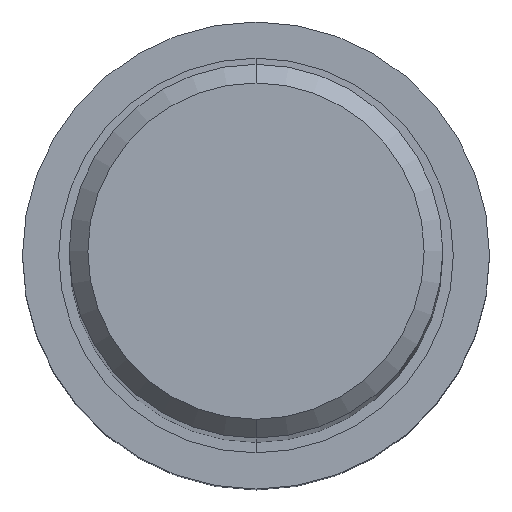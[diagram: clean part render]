
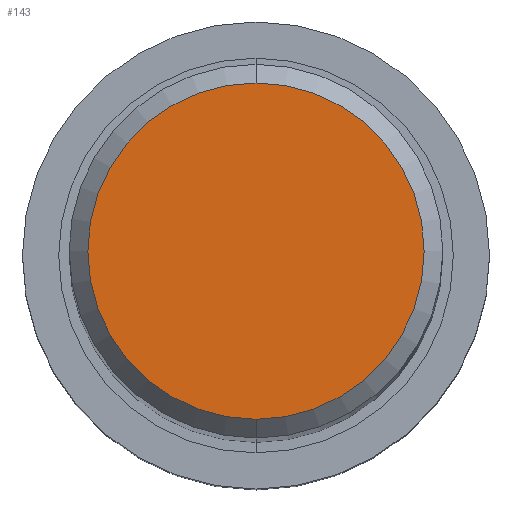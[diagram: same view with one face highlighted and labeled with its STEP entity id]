
A CAD part, top view. The second image highlights one B-rep face of the part: STEP entity #143.
In plain terms, the highlighted planar face has unit normal (0, 0, 1).
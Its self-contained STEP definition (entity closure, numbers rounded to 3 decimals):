
#143=ADVANCED_FACE('',(#344),#345,.T.);
#153=VERTEX_POINT('',#355);
#155=EDGE_CURVE('',#191,#153,#357,.T.);
#191=VERTEX_POINT('',#398);
#293=EDGE_CURVE('',#153,#191,#514,.T.);
#344=FACE_OUTER_BOUND('',#568,.T.);
#345=PLANE('',#569);
#355=CARTESIAN_POINT('',(0.,-7.2,0.0));
#357=CIRCLE('',#583,7.2);
#398=CARTESIAN_POINT('',(0.0,7.2,0.0));
#514=CIRCLE('',#784,7.2);
#568=EDGE_LOOP('',(#823,#824));
#569=AXIS2_PLACEMENT_3D('',#825,#826,#827);
#583=AXIS2_PLACEMENT_3D('',#831,#832,#833);
#784=AXIS2_PLACEMENT_3D('',#1048,#1049,#1050);
#823=ORIENTED_EDGE('',*,*,#155,.F.);
#824=ORIENTED_EDGE('',*,*,#293,.F.);
#825=CARTESIAN_POINT('',(0.0,3.6,0.0));
#826=DIRECTION('',(-0.0,0.0,1.0));
#827=DIRECTION('',(0.0,-1.0,0.0));
#831=CARTESIAN_POINT('',(0.0,0.0,0.0));
#832=DIRECTION('',(0.0,0.0,-1.0));
#833=DIRECTION('',(0.0,1.0,0.0));
#1048=CARTESIAN_POINT('',(0.0,0.0,0.0));
#1049=DIRECTION('',(0.0,0.0,-1.0));
#1050=DIRECTION('',(0.0,1.0,0.0));
